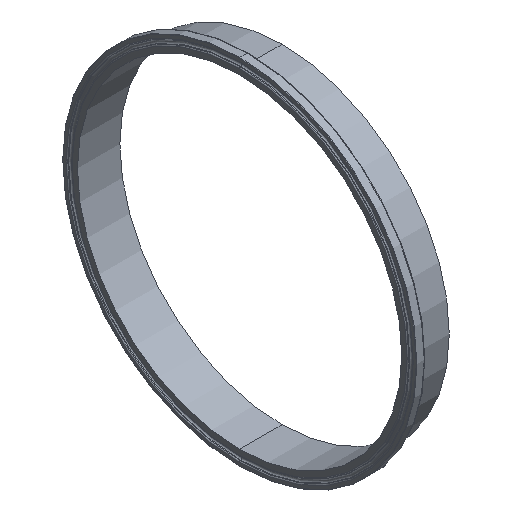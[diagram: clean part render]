
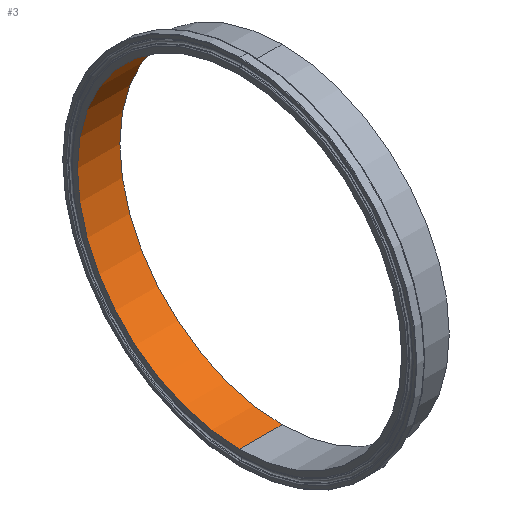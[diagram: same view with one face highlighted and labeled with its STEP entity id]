
A CAD part, isometric view. The second image highlights one B-rep face of the part: STEP entity #3.
In plain terms, the highlighted cylindrical face has radius 106.95 mm (diameter 213.9 mm), a partial arc.
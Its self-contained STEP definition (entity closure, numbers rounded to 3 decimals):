
#3 = ADVANCED_FACE ( 'NONE', ( #146 ), #609, .F. ) ;
#18 = CARTESIAN_POINT ( 'NONE',  ( 0., 0., -106.95 ) ) ;
#24 = CARTESIAN_POINT ( 'NONE',  ( 28., 0., 106.95 ) ) ;
#25 = DIRECTION ( 'NONE',  ( -1., 0., 0. ) ) ;
#37 = CARTESIAN_POINT ( 'NONE',  ( 0., 0., 0. ) ) ;
#53 = DIRECTION ( 'NONE',  ( -1., 0., 0. ) ) ;
#56 = DIRECTION ( 'NONE',  ( 0., 0., 1. ) ) ;
#94 = EDGE_LOOP ( 'NONE', ( #386, #200, #365, #208 ) ) ;
#133 = VECTOR ( 'NONE', #53, 1000. ) ;
#146 = FACE_OUTER_BOUND ( 'NONE', #94, .T. ) ;
#171 = AXIS2_PLACEMENT_3D ( 'NONE', #373, #25, #396 ) ;
#200 = ORIENTED_EDGE ( 'NONE', *, *, #666, .F. ) ;
#208 = ORIENTED_EDGE ( 'NONE', *, *, #717, .T. ) ;
#213 = EDGE_CURVE ( 'NONE', #252, #579, #263, .T. ) ;
#220 = AXIS2_PLACEMENT_3D ( 'NONE', #685, #680, #56 ) ;
#229 = VERTEX_POINT ( 'NONE', #18 ) ;
#252 = VERTEX_POINT ( 'NONE', #24 ) ;
#263 = LINE ( 'NONE', #497, #521 ) ;
#278 = CARTESIAN_POINT ( 'NONE',  ( 28., 0., -106.95 ) ) ;
#310 = VERTEX_POINT ( 'NONE', #278 ) ;
#322 = DIRECTION ( 'NONE',  ( -1., 0., 0. ) ) ;
#333 = DIRECTION ( 'NONE',  ( -1., 0., 0. ) ) ;
#335 = DIRECTION ( 'NONE',  ( 0., 0., 1. ) ) ;
#365 = ORIENTED_EDGE ( 'NONE', *, *, #213, .T. ) ;
#370 = AXIS2_PLACEMENT_3D ( 'NONE', #37, #333, #335 ) ;
#373 = CARTESIAN_POINT ( 'NONE',  ( 28., 0., 0. ) ) ;
#386 = ORIENTED_EDGE ( 'NONE', *, *, #500, .F. ) ;
#396 = DIRECTION ( 'NONE',  ( 0., 0., 1. ) ) ;
#419 = LINE ( 'NONE', #426, #133 ) ;
#426 = CARTESIAN_POINT ( 'NONE',  ( 0., 0., -106.95 ) ) ;
#450 = CIRCLE ( 'NONE', #220, 106.95 ) ;
#483 = CARTESIAN_POINT ( 'NONE',  ( 0., 0., 106.95 ) ) ;
#497 = CARTESIAN_POINT ( 'NONE',  ( 0., 0., 106.95 ) ) ;
#500 = EDGE_CURVE ( 'NONE', #310, #229, #419, .T. ) ;
#521 = VECTOR ( 'NONE', #322, 1000. ) ;
#579 = VERTEX_POINT ( 'NONE', #483 ) ;
#580 = CIRCLE ( 'NONE', #171, 106.95 ) ;
#609 = CYLINDRICAL_SURFACE ( 'NONE', #370, 106.95 ) ;
#666 = EDGE_CURVE ( 'NONE', #252, #310, #580, .T. ) ;
#680 = DIRECTION ( 'NONE',  ( -1., 0., 0. ) ) ;
#685 = CARTESIAN_POINT ( 'NONE',  ( 0., 0., 0. ) ) ;
#717 = EDGE_CURVE ( 'NONE', #579, #229, #450, .T. ) ;
